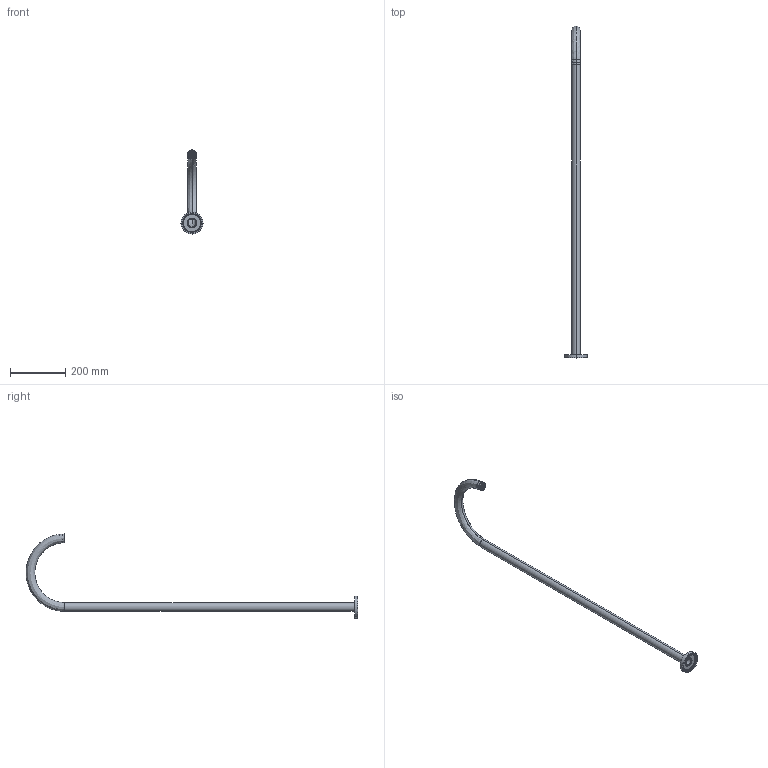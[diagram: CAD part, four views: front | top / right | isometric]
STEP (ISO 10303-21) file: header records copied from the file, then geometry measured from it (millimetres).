
FILE_DESCRIPTION (( 'STEP AP214' ), '1' );
FILE_NAME ('SUSSEX_SCALA_SFMBOC_floormounted_basin_outlet_curved_shell.STEP', '2019-06-20T02:23:53', ( 'khoa' ), ( '' ), 'SwSTEP 2.0', 'SolidWorks 2016', '' );
FILE_SCHEMA (( 'AUTOMOTIVE_DESIGN' ));
Length unit declared in the file: millimetre
Products named in the file (2): SUSSEX_SCALA_SFMBOC_floormounted_basin_outlet_curved_shell
Bounding box: 80 x 1206 x 305.9 mm (x, y, z)
Volume: 208583.1 mm3; surface area: 297632.2 mm2
Topology: 2 solids, 3 shells, 366 faces, 1021 edges, 675 vertices
Faces by surface type: plane 280, cylinder 68, bspline 10, cone 8
Entity records: 13322 total; most frequent: CARTESIAN_POINT 3220, DIRECTION 2078, ORIENTED_EDGE 2042, EDGE_CURVE 1021, AXIS2_PLACEMENT_3D 739, VERTEX_POINT 675, LINE 600, VECTOR 600
